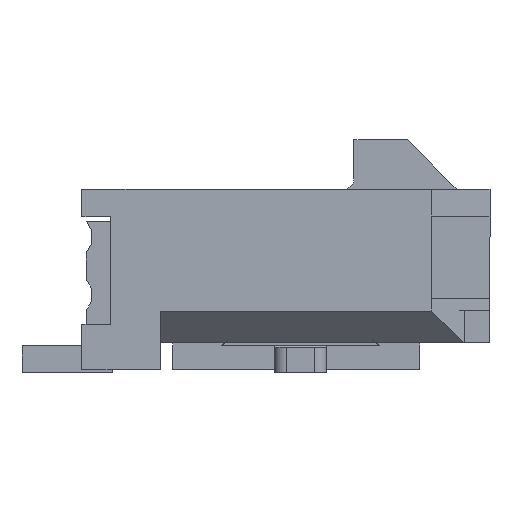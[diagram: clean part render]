
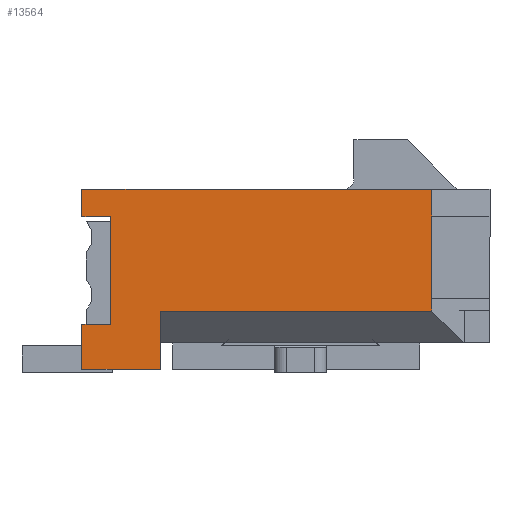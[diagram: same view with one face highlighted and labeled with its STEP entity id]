
A CAD part, front view. The second image highlights one B-rep face of the part: STEP entity #13564.
In plain terms, the highlighted face is planar.
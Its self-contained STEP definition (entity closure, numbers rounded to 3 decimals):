
#918=ORIENTED_EDGE('',*,*,#3420,.T.);
#919=ORIENTED_EDGE('',*,*,#3423,.T.);
#920=ORIENTED_EDGE('',*,*,#3589,.T.);
#921=ORIENTED_EDGE('',*,*,#3565,.T.);
#922=ORIENTED_EDGE('',*,*,#3553,.F.);
#923=ORIENTED_EDGE('',*,*,#3571,.T.);
#924=ORIENTED_EDGE('',*,*,#3573,.F.);
#925=ORIENTED_EDGE('',*,*,#3489,.F.);
#926=ORIENTED_EDGE('',*,*,#3532,.F.);
#927=ORIENTED_EDGE('',*,*,#3590,.T.);
#928=ORIENTED_EDGE('',*,*,#3591,.T.);
#929=ORIENTED_EDGE('',*,*,#3417,.T.);
#3417=EDGE_CURVE('',#4769,#4772,#5747,.T.);
#3420=EDGE_CURVE('',#4772,#4774,#5750,.T.);
#3423=EDGE_CURVE('',#4774,#4776,#5753,.T.);
#3489=EDGE_CURVE('',#4821,#4822,#5819,.T.);
#3532=EDGE_CURVE('',#4851,#4821,#5859,.T.);
#3553=EDGE_CURVE('',#4862,#4863,#5880,.T.);
#3565=EDGE_CURVE('',#4871,#4863,#5892,.T.);
#3571=EDGE_CURVE('',#4862,#4872,#5898,.T.);
#3573=EDGE_CURVE('',#4822,#4872,#5900,.T.);
#3589=EDGE_CURVE('',#4776,#4871,#5916,.T.);
#3590=EDGE_CURVE('',#4851,#4880,#5917,.T.);
#3591=EDGE_CURVE('',#4880,#4769,#5918,.T.);
#4769=VERTEX_POINT('',#18065);
#4772=VERTEX_POINT('',#18070);
#4774=VERTEX_POINT('',#18076);
#4776=VERTEX_POINT('',#18082);
#4821=VERTEX_POINT('',#18214);
#4822=VERTEX_POINT('',#18216);
#4851=VERTEX_POINT('',#18301);
#4862=VERTEX_POINT('',#18338);
#4863=VERTEX_POINT('',#18340);
#4871=VERTEX_POINT('',#18363);
#4872=VERTEX_POINT('',#18371);
#4880=VERTEX_POINT('',#18403);
#5747=LINE('',#18071,#7140);
#5750=LINE('',#18077,#7143);
#5753=LINE('',#18083,#7146);
#5819=LINE('',#18215,#7212);
#5859=LINE('',#18300,#7252);
#5880=LINE('',#18339,#7273);
#5892=LINE('',#18362,#7285);
#5898=LINE('',#18372,#7291);
#5900=LINE('',#18375,#7293);
#5916=LINE('',#18401,#7309);
#5917=LINE('',#18402,#7310);
#5918=LINE('',#18404,#7311);
#7140=VECTOR('',#15255,1000.);
#7143=VECTOR('',#15260,1000.);
#7146=VECTOR('',#15265,1000.);
#7212=VECTOR('',#15373,1000.);
#7252=VECTOR('',#15445,1000.);
#7273=VECTOR('',#15478,1000.);
#7285=VECTOR('',#15496,1000.);
#7291=VECTOR('',#15506,1000.);
#7293=VECTOR('',#15510,1000.);
#7309=VECTOR('',#15532,1000.);
#7310=VECTOR('',#15533,1000.);
#7311=VECTOR('',#15534,1000.);
#8219=EDGE_LOOP('',(#918,#919,#920,#921,#922,#923,#924,#925,#926,#927,#928,
#929));
#8774=FACE_BOUND('',#8219,.T.);
#9327=PLANE('',#14106);
#13564=ADVANCED_FACE('',(#8774),#9327,.T.);
#14106=AXIS2_PLACEMENT_3D('',#18400,#15530,#15531);
#15255=DIRECTION('',(0.,-1.,0.));
#15260=DIRECTION('',(0.,0.,-1.));
#15265=DIRECTION('',(0.,1.,0.));
#15373=DIRECTION('',(0.,0.,-1.));
#15445=DIRECTION('',(0.,0.,-1.));
#15478=DIRECTION('',(0.,0.,-1.));
#15496=DIRECTION('',(0.,-1.,0.));
#15506=DIRECTION('',(0.,-1.,0.));
#15510=DIRECTION('',(0.,0.,-1.));
#15530=DIRECTION('',(-1.,0.,0.));
#15531=DIRECTION('',(0.,0.,1.));
#15532=DIRECTION('',(0.,0.,-1.));
#15533=DIRECTION('',(0.,1.,0.));
#15534=DIRECTION('',(0.,0.,-1.));
#18065=CARTESIAN_POINT('',(-13.825,4.95,1.515));
#18070=CARTESIAN_POINT('',(-13.825,4.25,1.515));
#18071=CARTESIAN_POINT('',(-13.825,0.,1.515));
#18076=CARTESIAN_POINT('',(-13.825,4.25,-1.085));
#18077=CARTESIAN_POINT('',(-13.825,4.25,0.));
#18082=CARTESIAN_POINT('',(-13.825,4.95,-1.085));
#18083=CARTESIAN_POINT('',(-13.825,0.,-1.085));
#18214=CARTESIAN_POINT('',(-13.825,-3.536,1.535));
#18215=CARTESIAN_POINT('',(-13.825,-3.536,1.535));
#18216=CARTESIAN_POINT('',(-13.825,-3.536,-0.465));
#18300=CARTESIAN_POINT('',(-13.825,-3.536,0.));
#18301=CARTESIAN_POINT('',(-13.825,-3.536,2.185));
#18338=CARTESIAN_POINT('',(-13.825,3.05,-0.771));
#18339=CARTESIAN_POINT('',(-13.825,3.05,-2.185));
#18340=CARTESIAN_POINT('',(-13.825,3.05,-2.185));
#18362=CARTESIAN_POINT('',(-13.825,4.95,-2.185));
#18363=CARTESIAN_POINT('',(-13.825,4.95,-2.185));
#18371=CARTESIAN_POINT('',(-13.825,-3.536,-0.771));
#18372=CARTESIAN_POINT('',(-13.825,3.05,-0.771));
#18375=CARTESIAN_POINT('',(-13.825,-3.536,0.));
#18400=CARTESIAN_POINT('',(-13.825,0.,0.));
#18401=CARTESIAN_POINT('',(-13.825,4.95,2.185));
#18402=CARTESIAN_POINT('',(-13.825,-4.95,2.185));
#18403=CARTESIAN_POINT('',(-13.825,4.95,2.185));
#18404=CARTESIAN_POINT('',(-13.825,4.95,2.185));
